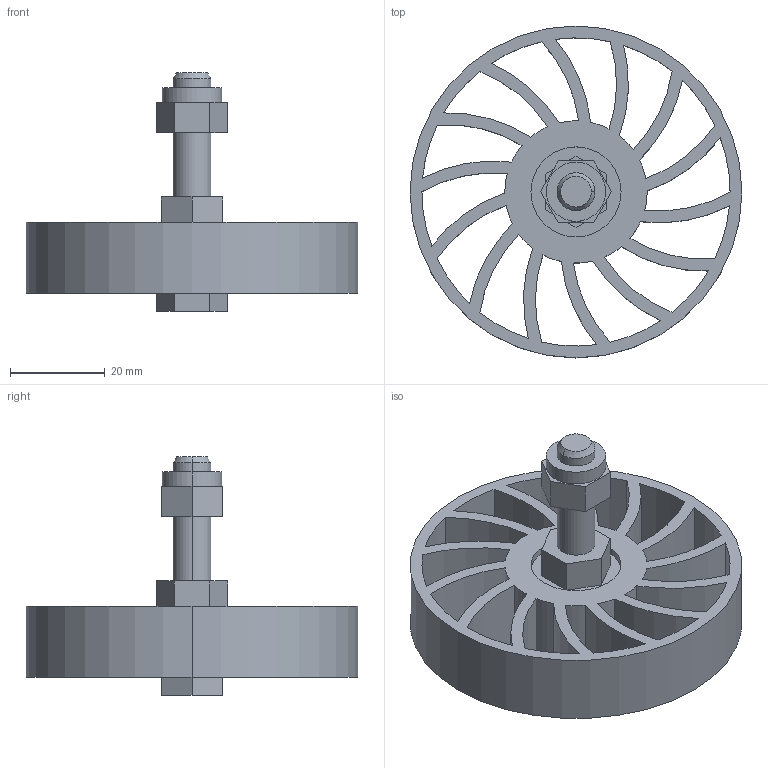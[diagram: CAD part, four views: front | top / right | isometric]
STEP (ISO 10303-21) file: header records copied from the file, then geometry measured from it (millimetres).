
FILE_DESCRIPTION(('STEP AP214'),'1');
FILE_NAME('cctmp_0F670BF6-E069-441E-97A8-7FA3D1255C02_2023_02_14_09_05_07_0444_14188..stp','2023-02-14T08:05:07',('Bosch Rexroth AG'),('CADClick - www.CADClick.com'),'Spatial InterOp 3D',' ','unknown authorization - (Healing Option Enabled)');
FILE_SCHEMA(('AUTOMOTIVE_DESIGN'));
Length unit declared in the file: millimetre
Products named in the file (1): 2023_02_14_09_05_07_0444
Bounding box: 70 x 70 x 50.3 mm (x, y, z)
Volume: 31602.7 mm3; surface area: 20147.7 mm2
Topology: 1 solids, 1 shells, 100 faces, 268 edges, 178 vertices
Faces by surface type: cylinder 70, plane 28, cone 2
Entity records: 4078 total; most frequent: DIRECTION 612, CARTESIAN_POINT 547, ORIENTED_EDGE 536, EDGE_CURVE 268, AXIS2_PLACEMENT_3D 243, VERTEX_POINT 178, CIRCLE 142, EDGE_LOOP 136
